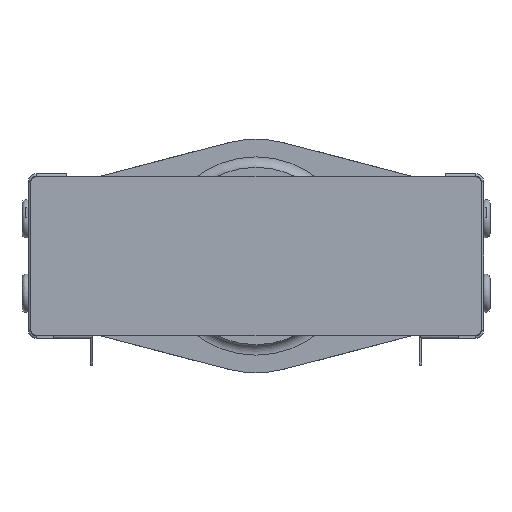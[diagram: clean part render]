
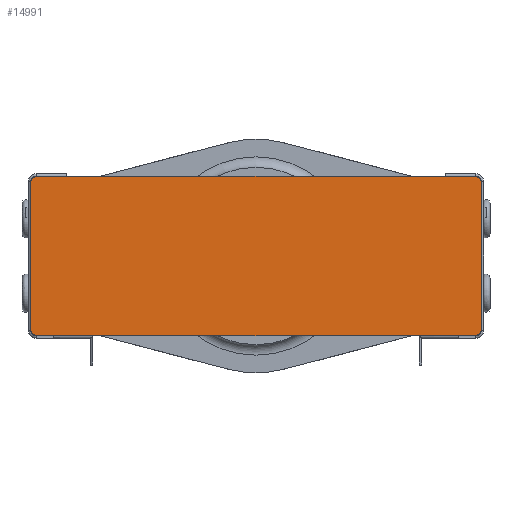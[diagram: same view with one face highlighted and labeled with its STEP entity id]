
A CAD part, front view. The second image highlights one B-rep face of the part: STEP entity #14991.
In plain terms, the highlighted face is planar.
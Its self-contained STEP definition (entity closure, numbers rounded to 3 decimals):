
#1142=PLANE('',#16390);
#1848=FACE_OUTER_BOUND('',#2838,.T.);
#2838=EDGE_LOOP('',(#12290,#12291,#12292,#12293,#12294,#12295,#12296,#12297));
#4056=LINE('',#23625,#5388);
#4064=LINE('',#23645,#5396);
#4070=LINE('',#23664,#5402);
#4191=LINE('',#29256,#5523);
#5388=VECTOR('',#18893,10.);
#5396=VECTOR('',#18911,10.);
#5402=VECTOR('',#18929,10.);
#5523=VECTOR('',#19536,10.);
#6232=CIRCLE('',#16133,40.);
#6235=CIRCLE('',#16139,40.);
#6236=CIRCLE('',#16142,40.);
#6239=CIRCLE('',#16148,40.);
#7197=VERTEX_POINT('',#23612);
#7198=VERTEX_POINT('',#23613);
#7202=VERTEX_POINT('',#23623);
#7206=VERTEX_POINT('',#23635);
#7209=VERTEX_POINT('',#23643);
#7210=VERTEX_POINT('',#23647);
#7211=VERTEX_POINT('',#23648);
#7216=VERTEX_POINT('',#23663);
#8823=EDGE_CURVE('',#7197,#7198,#6232,.T.);
#8829=EDGE_CURVE('',#7197,#7202,#4056,.T.);
#8834=EDGE_CURVE('',#7206,#7202,#6235,.T.);
#8839=EDGE_CURVE('',#7206,#7209,#4064,.T.);
#8840=EDGE_CURVE('',#7210,#7211,#6236,.T.);
#8848=EDGE_CURVE('',#7216,#7211,#4070,.T.);
#8850=EDGE_CURVE('',#7216,#7209,#6239,.T.);
#9131=EDGE_CURVE('',#7210,#7198,#4191,.T.);
#12290=ORIENTED_EDGE('',*,*,#8823,.F.);
#12291=ORIENTED_EDGE('',*,*,#8829,.T.);
#12292=ORIENTED_EDGE('',*,*,#8834,.F.);
#12293=ORIENTED_EDGE('',*,*,#8839,.T.);
#12294=ORIENTED_EDGE('',*,*,#8850,.F.);
#12295=ORIENTED_EDGE('',*,*,#8848,.T.);
#12296=ORIENTED_EDGE('',*,*,#8840,.F.);
#12297=ORIENTED_EDGE('',*,*,#9131,.T.);
#14991=ADVANCED_FACE('',(#1848),#1142,.T.);
#16133=AXIS2_PLACEMENT_3D('',#23614,#18883,#18884);
#16139=AXIS2_PLACEMENT_3D('',#23636,#18903,#18904);
#16142=AXIS2_PLACEMENT_3D('',#23649,#18914,#18915);
#16148=AXIS2_PLACEMENT_3D('',#23667,#18933,#18934);
#16390=AXIS2_PLACEMENT_3D('',#29257,#19537,#19538);
#18883=DIRECTION('center_axis',(0.,0.,1.));
#18884=DIRECTION('ref_axis',(-0.707,-0.707,0.));
#18893=DIRECTION('',(0.,1.,0.));
#18903=DIRECTION('center_axis',(0.,0.,1.));
#18904=DIRECTION('ref_axis',(-0.707,0.707,0.));
#18911=DIRECTION('',(1.,0.,0.));
#18914=DIRECTION('center_axis',(0.,0.,1.));
#18915=DIRECTION('ref_axis',(0.707,-0.707,0.));
#18929=DIRECTION('',(0.,-1.,0.));
#18933=DIRECTION('center_axis',(0.,0.,1.));
#18934=DIRECTION('ref_axis',(0.707,0.707,0.));
#19536=DIRECTION('',(-1.,0.,0.));
#19537=DIRECTION('center_axis',(0.,0.,-1.));
#19538=DIRECTION('ref_axis',(-1.,0.,0.));
#23612=CARTESIAN_POINT('',(-1270.,-410.,-2080.));
#23613=CARTESIAN_POINT('',(-1230.,-450.,-2080.));
#23614=CARTESIAN_POINT('Origin',(-1230.,-410.,-2080.));
#23623=CARTESIAN_POINT('',(-1270.,410.,-2080.));
#23625=CARTESIAN_POINT('',(-1270.,-450.,-2080.));
#23635=CARTESIAN_POINT('',(-1230.,450.,-2080.));
#23636=CARTESIAN_POINT('Origin',(-1230.,410.,-2080.));
#23643=CARTESIAN_POINT('',(1230.,450.,-2080.));
#23645=CARTESIAN_POINT('',(-1270.,450.,-2080.));
#23647=CARTESIAN_POINT('',(1230.,-450.,-2080.));
#23648=CARTESIAN_POINT('',(1270.,-410.,-2080.));
#23649=CARTESIAN_POINT('Origin',(1230.,-410.,-2080.));
#23663=CARTESIAN_POINT('',(1270.,410.,-2080.));
#23664=CARTESIAN_POINT('',(1270.,450.,-2080.));
#23667=CARTESIAN_POINT('Origin',(1230.,410.,-2080.));
#29256=CARTESIAN_POINT('',(1270.,-450.,-2080.));
#29257=CARTESIAN_POINT('Origin',(0.,0.,
-2080.));
